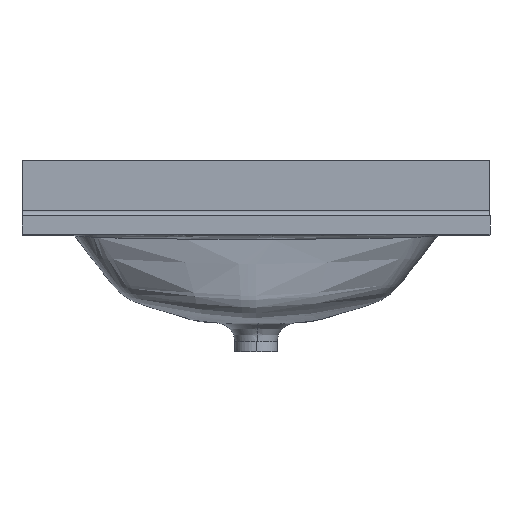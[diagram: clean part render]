
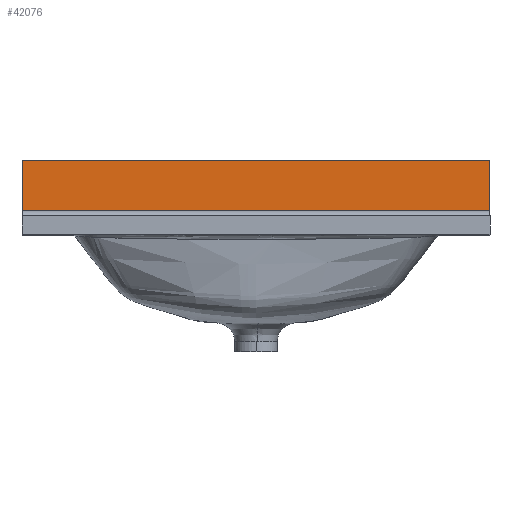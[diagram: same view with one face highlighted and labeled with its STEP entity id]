
A CAD part, top view. The second image highlights one B-rep face of the part: STEP entity #42076.
In plain terms, the highlighted planar face has unit normal (0, 0, 1).
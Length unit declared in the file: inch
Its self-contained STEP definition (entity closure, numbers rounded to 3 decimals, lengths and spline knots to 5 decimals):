
#1344 = ORIENTED_EDGE ( 'NONE', *, *, #18984, .T. ) ;
#7048 = VERTEX_POINT ( 'NONE', #12628 ) ;
#8118 = CARTESIAN_POINT ( 'NONE',  ( -12.5, 3., -7. ) ) ;
#9473 = DIRECTION ( 'NONE',  ( 0., 0., -1. ) ) ;
#10287 = EDGE_CURVE ( 'NONE', #22371, #38408, #34025, .T. ) ;
#12628 = CARTESIAN_POINT ( 'NONE',  ( -12.5, 3., -7. ) ) ;
#12768 = LINE ( 'NONE', #8118, #29866 ) ;
#13343 = ORIENTED_EDGE ( 'NONE', *, *, #33387, .F. ) ;
#13947 = CARTESIAN_POINT ( 'NONE',  ( -12.5, 0.3, -7. ) ) ;
#15064 = ORIENTED_EDGE ( 'NONE', *, *, #10287, .T. ) ;
#15515 = CARTESIAN_POINT ( 'NONE',  ( -12.5, 3., -7. ) ) ;
#18984 = EDGE_CURVE ( 'NONE', #7048, #22371, #69170, .T. ) ;
#19026 = DIRECTION ( 'NONE',  ( 1., 0., 0. ) ) ;
#21221 = PLANE ( 'NONE',  #44673 ) ;
#21465 = VERTEX_POINT ( 'NONE', #36385 ) ;
#21568 = FACE_OUTER_BOUND ( 'NONE', #51829, .T. ) ;
#22371 = VERTEX_POINT ( 'NONE', #13947 ) ;
#25906 = LINE ( 'NONE', #36258, #66294 ) ;
#27667 = EDGE_CURVE ( 'NONE', #7048, #21465, #12768, .T. ) ;
#29168 = DIRECTION ( 'NONE',  ( 1., 0., 0. ) ) ;
#29866 = VECTOR ( 'NONE', #29168, 39.37008 ) ;
#33387 = EDGE_CURVE ( 'NONE', #21465, #38408, #25906, .T. ) ;
#34025 = LINE ( 'NONE', #66450, #37793 ) ;
#36258 = CARTESIAN_POINT ( 'NONE',  ( 12.5, 3., -7. ) ) ;
#36385 = CARTESIAN_POINT ( 'NONE',  ( 12.5, 3., -7. ) ) ;
#36768 = ORIENTED_EDGE ( 'NONE', *, *, #27667, .F. ) ;
#37793 = VECTOR ( 'NONE', #19026, 39.37008 ) ;
#38408 = VERTEX_POINT ( 'NONE', #64350 ) ;
#42076 = ADVANCED_FACE ( 'NONE', ( #21568 ), #21221, .F. ) ;
#44673 = AXIS2_PLACEMENT_3D ( 'NONE', #15515, #9473, #53302 ) ;
#51829 = EDGE_LOOP ( 'NONE', ( #1344, #15064, #13343, #36768 ) ) ;
#52430 = CARTESIAN_POINT ( 'NONE',  ( -12.5, 3., -7. ) ) ;
#52648 = DIRECTION ( 'NONE',  ( 0., -1., 0. ) ) ;
#53302 = DIRECTION ( 'NONE',  ( -1., 0., 0. ) ) ;
#58469 = DIRECTION ( 'NONE',  ( 0., -1., 0. ) ) ;
#64004 = VECTOR ( 'NONE', #58469, 39.37008 ) ;
#64350 = CARTESIAN_POINT ( 'NONE',  ( 12.5, 0.3, -7. ) ) ;
#66294 = VECTOR ( 'NONE', #52648, 39.37008 ) ;
#66450 = CARTESIAN_POINT ( 'NONE',  ( -12.5, 0.3, -7. ) ) ;
#69170 = LINE ( 'NONE', #52430, #64004 ) ;
